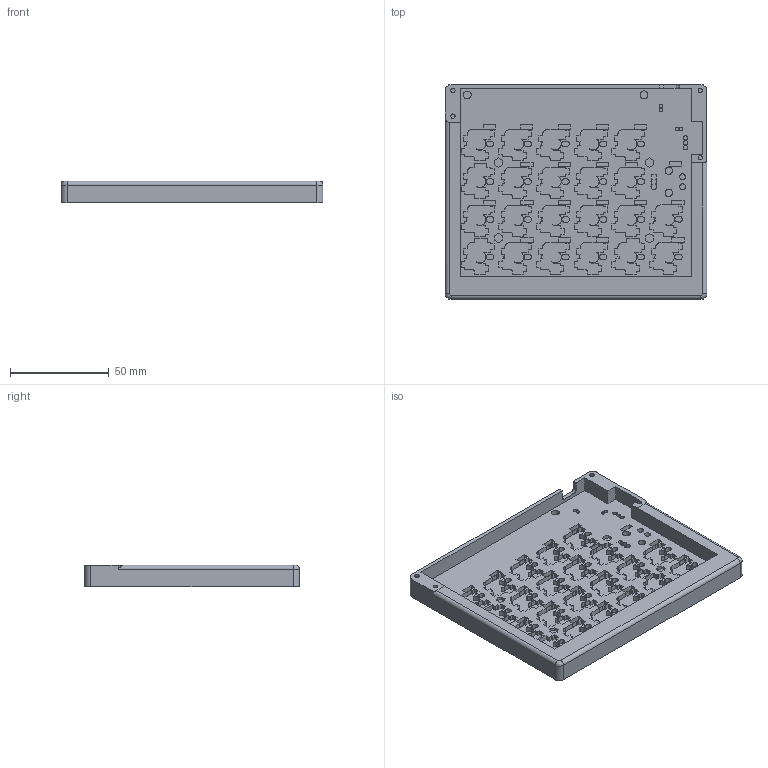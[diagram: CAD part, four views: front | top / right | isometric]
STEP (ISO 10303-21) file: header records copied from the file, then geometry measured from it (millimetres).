
FILE_DESCRIPTION(('HOOPS Exchange Step'),'2;1');
FILE_NAME('temp_export','2025-06-07T22:43:46+09:00',('chuns'),('Shapr3D Limited'),'HOOPS Exchange 2024.8','Shapr3D','Authorized');
FILE_SCHEMA( ('AP242_MANAGED_MODEL_BASED_3D_ENGINEERING_MIM_LF {1 0 10303 442 1 1 4}') );
Length unit declared in the file: millimetre
Products named in the file (3): bottomplate; left; root
Assembly tree (2 placements, depth 3):
  root
    left
      bottomplate
Bounding box: 132.3 x 108.5 x 10.9 mm (x, y, z)
Volume: 54743 mm3; surface area: 43379.5 mm2
Topology: 1 solids, 1 shells, 1415 faces, 3986 edges, 2658 vertices
Faces by surface type: plane 1176, bspline 192, cylinder 45, torus 2
Full cylindrical faces by diameter (mm): 1.9 x2, 2.2 x4
Entity records: 53814 total; most frequent: CARTESIAN_POINT 18355, ORIENTED_EDGE 7972, DIRECTION 6139, EDGE_CURVE 3986, VECTOR 3497, LINE 3497, VERTEX_POINT 2658, EDGE_LOOP 1500
